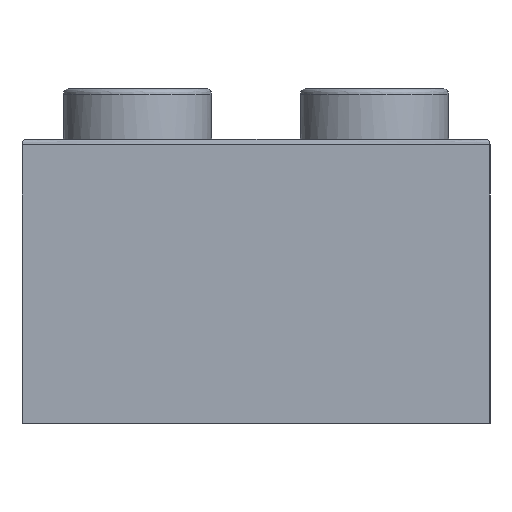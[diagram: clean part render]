
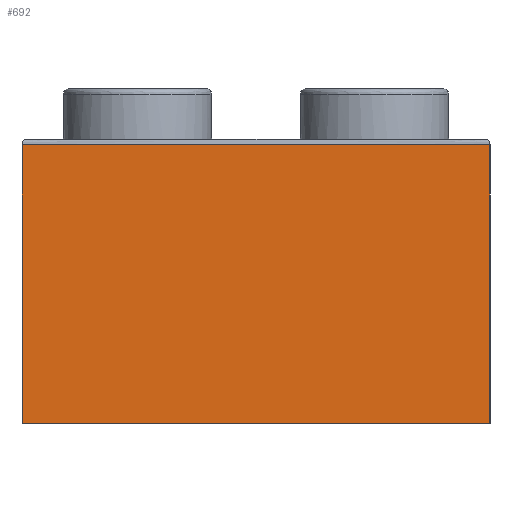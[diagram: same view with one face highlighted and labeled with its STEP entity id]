
A CAD part, left-side view. The second image highlights one B-rep face of the part: STEP entity #692.
In plain terms, the highlighted planar face has unit normal (-1, 0, 0).
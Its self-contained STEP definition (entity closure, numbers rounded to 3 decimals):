
#38=PLANE('',#755);
#91=LINE('',#1745,#127);
#92=LINE('',#1747,#128);
#93=LINE('',#1748,#129);
#127=VECTOR('',#852,10.);
#128=VECTOR('',#853,10.);
#129=VECTOR('',#854,10.);
#195=FACE_OUTER_BOUND('',#248,.T.);
#248=EDGE_LOOP('',(#546,#547,#548,#549));
#324=B_SPLINE_CURVE_WITH_KNOTS('',3,(#1735,#1736,#1737,#1738),
 .UNSPECIFIED.,.F.,.F.,(4,4),(0.,1.58),.UNSPECIFIED.);
#347=VERTEX_POINT('',#1539);
#351=VERTEX_POINT('',#1673);
#352=VERTEX_POINT('',#1744);
#353=VERTEX_POINT('',#1746);
#424=EDGE_CURVE('',#347,#351,#324,.T.);
#426=EDGE_CURVE('',#352,#347,#91,.T.);
#427=EDGE_CURVE('',#352,#353,#92,.T.);
#428=EDGE_CURVE('',#353,#351,#93,.T.);
#546=ORIENTED_EDGE('',*,*,#424,.F.);
#547=ORIENTED_EDGE('',*,*,#426,.F.);
#548=ORIENTED_EDGE('',*,*,#427,.T.);
#549=ORIENTED_EDGE('',*,*,#428,.T.);
#692=ADVANCED_FACE('',(#195),#38,.T.);
#755=AXIS2_PLACEMENT_3D('',#1743,#850,#851);
#850=DIRECTION('center_axis',(-1.,0.,0.));
#851=DIRECTION('ref_axis',(0.,-1.,0.));
#852=DIRECTION('',(0.,0.,1.));
#853=DIRECTION('',(0.,-1.,0.));
#854=DIRECTION('',(0.,0.,1.));
#1539=CARTESIAN_POINT('',(-1.944,15.8,9.4));
#1673=CARTESIAN_POINT('',(-1.944,0.,9.4));
#1735=CARTESIAN_POINT('Ctrl Pts',(-1.944,15.8,9.4));
#1736=CARTESIAN_POINT('Ctrl Pts',(-1.944,10.533,9.4));
#1737=CARTESIAN_POINT('Ctrl Pts',(-1.944,5.267,9.4));
#1738=CARTESIAN_POINT('Ctrl Pts',(-1.944,0.,9.4));
#1743=CARTESIAN_POINT('Origin',(-1.944,15.8,0.));
#1744=CARTESIAN_POINT('',(-1.944,15.8,0.));
#1745=CARTESIAN_POINT('',(-1.944,15.8,0.));
#1746=CARTESIAN_POINT('',(-1.944,0.,0.));
#1747=CARTESIAN_POINT('',(-1.944,15.8,0.));
#1748=CARTESIAN_POINT('',(-1.944,0.,0.));
